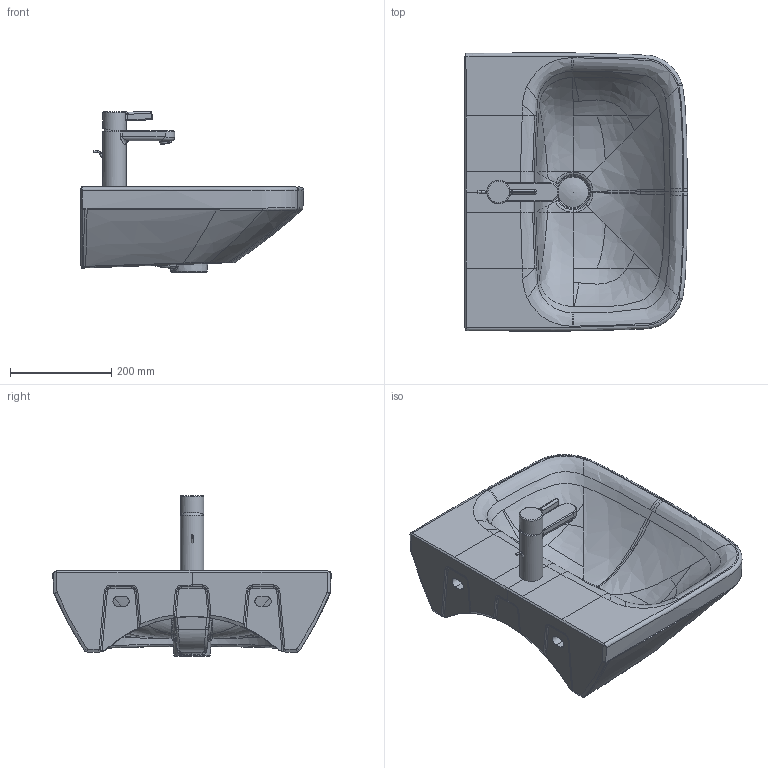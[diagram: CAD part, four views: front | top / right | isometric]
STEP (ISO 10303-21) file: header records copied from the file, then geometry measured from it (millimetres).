
FILE_DESCRIPTION((''),'2;1');
FILE_NAME('232455.stp','2013-10-10T09:18:22',('Administrator'),(''),'Autodesk Inventor 2011','Autodesk Inventor 2011','');
FILE_SCHEMA(('CONFIG_CONTROL_DESIGN'));
Length unit declared in the file: millimetre
Products named in the file (10): 232455; Armatur Durastyle Waschtisch; Fassung Sieb; Griff; Gehäuse; Hebel_Ventil; Gleitring; Kelch; Stopfen
Assembly tree (9 placements, depth 3):
  232455
    232455
    Armatur Durastyle Waschtisch
      Fassung Sieb
      Griff
      Gehäuse
      Hebel_Ventil
      Gleitring
    Kelch
    Stopfen
Bounding box: 439.94 x 549.32 x 317.48 mm (x, y, z)
Volume: 13397031.2 mm3; surface area: 906942.9 mm2
Topology: 7 solids, 9 shells, 529 faces, 1315 edges, 788 vertices
Faces by surface type: bspline 302, cylinder 94, plane 92, torus 28, cone 8, sphere 5
Full cylindrical faces by diameter (mm): 4 x2, 20.15 x1, 21.15 x1, 23.15 x1, 35 x1, 42 x1, 44 x1, 46 x3, 60 x1
Entity records: 106422 total; most frequent: CARTESIAN_POINT 94949, ORIENTED_EDGE 2530, DIRECTION 1679, EDGE_CURVE 1267, VERTEX_POINT 775, AXIS2_PLACEMENT_3D 690, EDGE_LOOP 582, FACE_OUTER_BOUND 528
